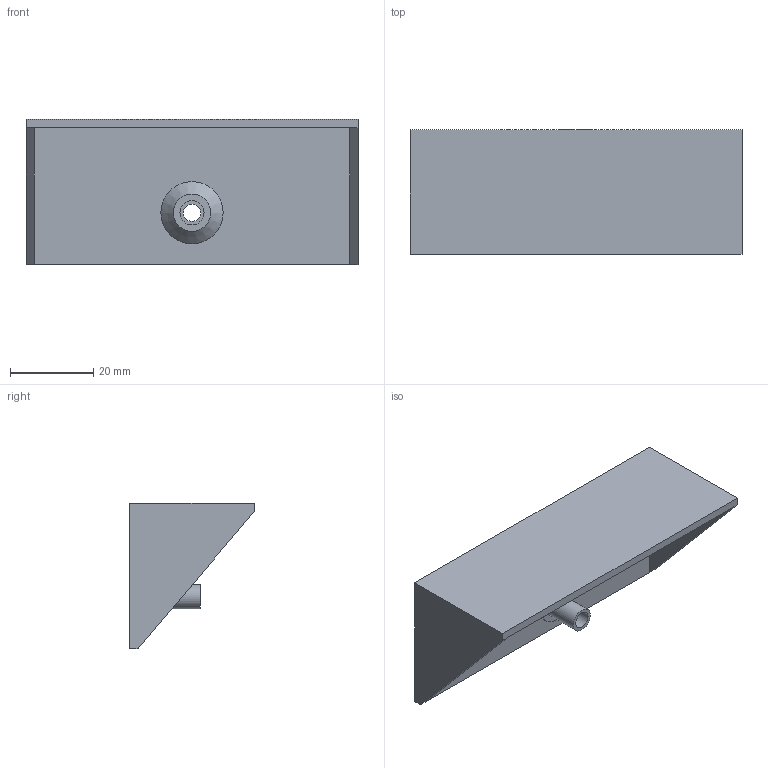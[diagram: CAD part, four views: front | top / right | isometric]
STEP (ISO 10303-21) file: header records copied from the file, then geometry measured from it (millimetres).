
FILE_DESCRIPTION(/* description */ (''),/* implementation_level */ '2;1');
FILE_NAME(/* name */ 'TopPivotMount.step',/* time_stamp */ '2024-11-03T15:10:44+01:00',/* author */ (''),/* organization */ (''),/* preprocessor_version */ 'ST-DEVELOPER v20',/* originating_system */ 'Autodesk Translation Framework v13.20.0.188',/* authorisation */ '');
FILE_SCHEMA (('AUTOMOTIVE_DESIGN { 1 0 10303 214 3 1 1 }'));
Length unit declared in the file: millimetre
Products named in the file (1): TopPivotMount
Bounding box: 80 x 30 x 35 mm (x, y, z)
Volume: 12374.4 mm3; surface area: 12957.8 mm2
Topology: 1 solids, 1 shells, 25 faces, 55 edges, 35 vertices
Faces by surface type: plane 21, cylinder 3, cone 1
Full cylindrical faces by diameter (mm): 4.2 x1, 5.8 x1, 9 x1
Entity records: 713 total; most frequent: CARTESIAN_POINT 116, DIRECTION 114, ORIENTED_EDGE 110, EDGE_CURVE 55, LINE 48, VECTOR 48, VERTEX_POINT 35, AXIS2_PLACEMENT_3D 33
